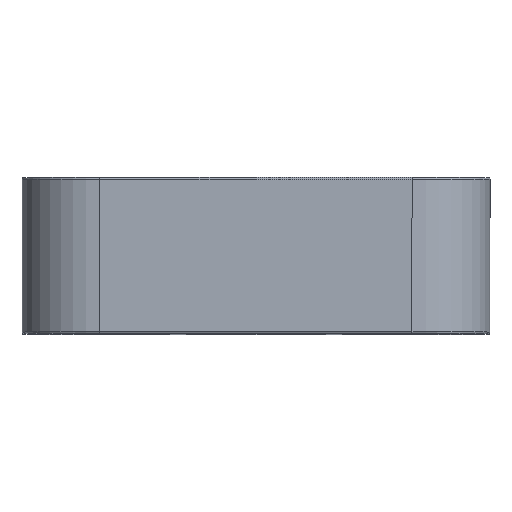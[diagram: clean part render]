
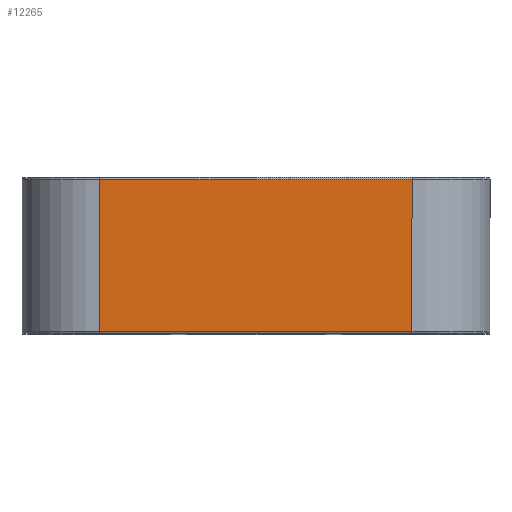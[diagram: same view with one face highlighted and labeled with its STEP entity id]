
A CAD part, top view. The second image highlights one B-rep face of the part: STEP entity #12265.
In plain terms, the highlighted planar face has unit normal (0, 0, 1).
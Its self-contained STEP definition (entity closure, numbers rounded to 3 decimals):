
#255=PLANE('',#13765);
#264=LINE('',#17785,#1272);
#271=LINE('',#17802,#1279);
#289=LINE('',#17907,#1297);
#292=LINE('',#17913,#1300);
#1272=VECTOR('',#13824,10.);
#1279=VECTOR('',#13841,10.);
#1297=VECTOR('',#13947,10.);
#1300=VECTOR('',#13956,10.);
#3315=FACE_OUTER_BOUND('',#3977,.T.);
#3977=EDGE_LOOP('',(#11619,#11620,#11621,#11622));
#4828=VERTEX_POINT('',#17740);
#4841=VERTEX_POINT('',#17778);
#4847=VERTEX_POINT('',#17801);
#4881=VERTEX_POINT('',#17871);
#6082=EDGE_CURVE('',#4841,#4828,#264,.T.);
#6090=EDGE_CURVE('',#4828,#4847,#271,.T.);
#6143=EDGE_CURVE('',#4847,#4881,#289,.T.);
#6146=EDGE_CURVE('',#4881,#4841,#292,.T.);
#11619=ORIENTED_EDGE('',*,*,#6082,.F.);
#11620=ORIENTED_EDGE('',*,*,#6146,.F.);
#11621=ORIENTED_EDGE('',*,*,#6143,.F.);
#11622=ORIENTED_EDGE('',*,*,#6090,.F.);
#12265=ADVANCED_FACE('',(#3315),#255,.T.);
#13765=AXIS2_PLACEMENT_3D('',#21456,#17733,#17734);
#13824=DIRECTION('',(1.,0.,0.));
#13841=DIRECTION('',(0.,-1.,0.));
#13947=DIRECTION('',(-1.,0.,0.));
#13956=DIRECTION('',(0.,1.,0.));
#17733=DIRECTION('center_axis',(0.,0.,
1.));
#17734=DIRECTION('ref_axis',(1.,0.,0.));
#17740=CARTESIAN_POINT('',(0.,4.9,35.));
#17778=CARTESIAN_POINT('',(-20.,4.9,35.));
#17785=CARTESIAN_POINT('',(-20.125,4.9,35.));
#17801=CARTESIAN_POINT('',(0.,-4.9,35.));
#17802=CARTESIAN_POINT('',(0.,0.,35.));
#17871=CARTESIAN_POINT('',(-20.,-4.9,35.));
#17907=CARTESIAN_POINT('',(-20.125,-4.9,35.));
#17913=CARTESIAN_POINT('',(-20.,0.,35.));
#21456=CARTESIAN_POINT('Origin',(-20.,0.,35.));
